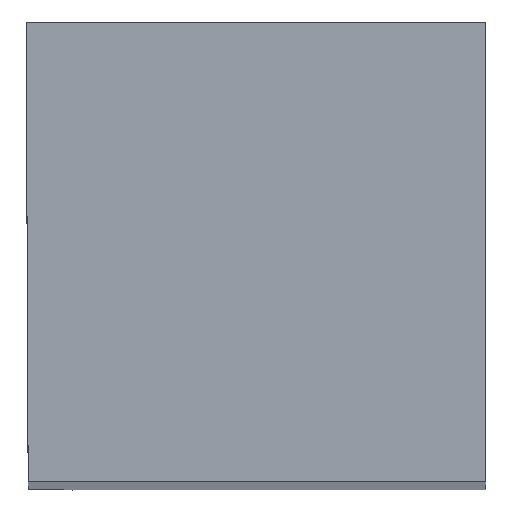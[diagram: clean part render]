
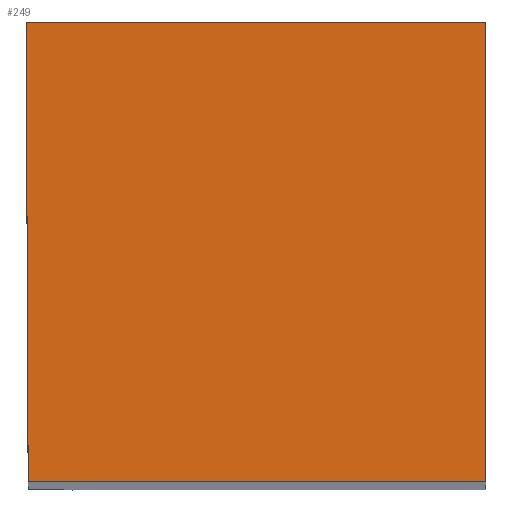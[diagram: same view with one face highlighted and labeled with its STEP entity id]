
A CAD part, top view. The second image highlights one B-rep face of the part: STEP entity #249.
In plain terms, the highlighted planar face has unit normal (0, 0, 1).
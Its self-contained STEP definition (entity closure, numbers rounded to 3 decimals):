
#124=LINE('',#1092,#172);
#125=LINE('',#1094,#173);
#126=LINE('',#1096,#174);
#127=LINE('',#1098,#175);
#172=VECTOR('',#894,1.);
#173=VECTOR('',#897,1.);
#174=VECTOR('',#898,1.);
#175=VECTOR('',#899,1.);
#217=FACE_OUTER_BOUND('',#342,.T.);
#249=ADVANCED_FACE('',(#217),#279,.T.);
#279=PLANE('',#779);
#342=EDGE_LOOP('',(#410,#411,#412,#413));
#410=ORIENTED_EDGE('',*,*,#604,.T.);
#411=ORIENTED_EDGE('',*,*,#603,.T.);
#412=ORIENTED_EDGE('',*,*,#605,.T.);
#413=ORIENTED_EDGE('',*,*,#606,.F.);
#543=VERTEX_POINT('',#1087);
#545=VERTEX_POINT('',#1091);
#546=VERTEX_POINT('',#1095);
#547=VERTEX_POINT('',#1097);
#603=EDGE_CURVE('',#543,#545,#124,.T.);
#604=EDGE_CURVE('',#546,#543,#125,.T.);
#605=EDGE_CURVE('',#545,#547,#126,.T.);
#606=EDGE_CURVE('',#546,#547,#127,.T.);
#779=AXIS2_PLACEMENT_3D('',#1099,#900,#901);
#894=DIRECTION('',(-1.,0.,0.));
#897=DIRECTION('',(0.,1.,0.));
#898=DIRECTION('',(0.004,-1.,0.));
#899=DIRECTION('',(-1.,0.,0.));
#900=DIRECTION('',(0.,0.,1.));
#901=DIRECTION('',(1.,0.,0.));
#1087=CARTESIAN_POINT('',(-0.05,11.95,0.));
#1091=CARTESIAN_POINT('',(-12.,11.95,0.));
#1092=CARTESIAN_POINT('',(2.,11.95,0.));
#1094=CARTESIAN_POINT('',(-0.05,-2.,0.));
#1095=CARTESIAN_POINT('',(-0.05,0.,0.));
#1096=CARTESIAN_POINT('',(-12.009,13.959,0.));
#1097=CARTESIAN_POINT('',(-11.948,0.,0.));
#1098=CARTESIAN_POINT('',(2.,0.,0.));
#1099=CARTESIAN_POINT('',(-14.,13.95,0.));
